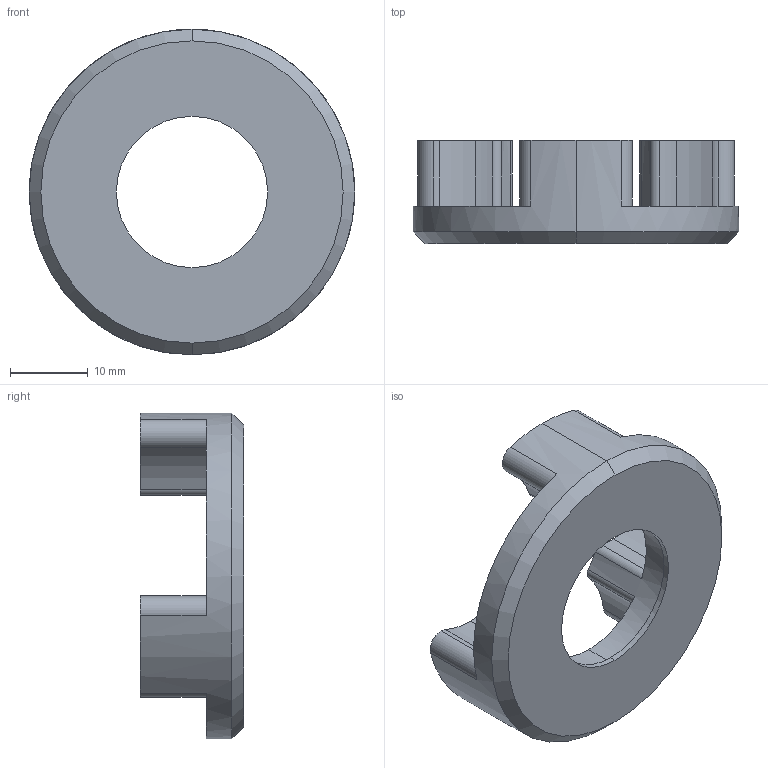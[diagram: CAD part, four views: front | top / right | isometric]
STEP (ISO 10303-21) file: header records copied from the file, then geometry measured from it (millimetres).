
FILE_DESCRIPTION (( 'STEP AP214' ), '1' );
FILE_NAME ('planetary bottom plate.STEP', '2025-02-13T15:40:15', ( '' ), ( '' ), 'SwSTEP 2.0', 'SolidWorks 2024', '' );
FILE_SCHEMA (( 'AUTOMOTIVE_DESIGN' ));
Length unit declared in the file: millimetre
Products named in the file (1): planetary bottom plate
Bounding box: 42 x 13.3 x 42 mm (x, y, z)
Volume: 6908.5 mm3; surface area: 4487.1 mm2
Topology: 1 solids, 1 shells, 58 faces, 148 edges, 98 vertices
Faces by surface type: cylinder 42, plane 14, cone 2
Entity records: 1841 total; most frequent: DIRECTION 364, CARTESIAN_POINT 305, ORIENTED_EDGE 296, AXIS2_PLACEMENT_3D 157, EDGE_CURVE 148, VERTEX_POINT 98, CIRCLE 98, EDGE_LOOP 66
